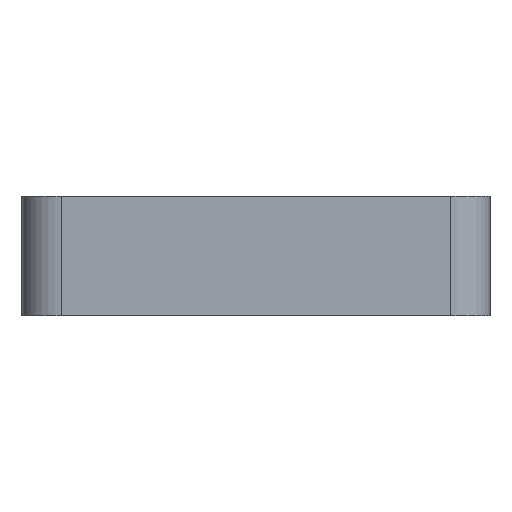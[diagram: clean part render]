
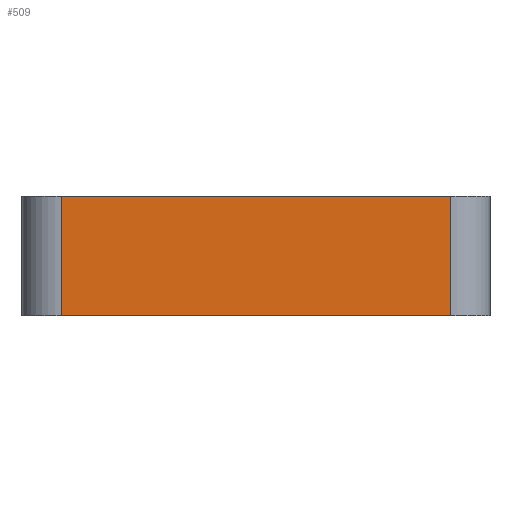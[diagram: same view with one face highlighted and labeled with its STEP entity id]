
A CAD part, left-side view. The second image highlights one B-rep face of the part: STEP entity #509.
In plain terms, the highlighted planar face has unit normal (-1, 0, 0).
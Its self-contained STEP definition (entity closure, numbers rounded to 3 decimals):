
#87 = VERTEX_POINT ( 'NONE', #2537 ) ;
#157 = DIRECTION ( 'NONE',  ( 0., 1., 0. ) ) ;
#195 = VERTEX_POINT ( 'NONE', #2399 ) ;
#227 = VECTOR ( 'NONE', #651, 1000. ) ;
#239 = CARTESIAN_POINT ( 'NONE',  ( -32.597, 0., 16.5 ) ) ;
#250 = AXIS2_PLACEMENT_3D ( 'NONE', #997, #2421, #2232 ) ;
#509 = ADVANCED_FACE ( 'NONE', ( #2634 ), #1171, .T. ) ;
#548 = EDGE_CURVE ( 'NONE', #2013, #87, #2032, .T. ) ;
#638 = CARTESIAN_POINT ( 'NONE',  ( -32.597, 63.874, 0. ) ) ;
#651 = DIRECTION ( 'NONE',  ( 0., 0., 1. ) ) ;
#664 = VECTOR ( 'NONE', #1447, 1000. ) ;
#687 = VECTOR ( 'NONE', #157, 1000. ) ;
#794 = EDGE_CURVE ( 'NONE', #1484, #195, #872, .T. ) ;
#872 = LINE ( 'NONE', #239, #2200 ) ;
#957 = CARTESIAN_POINT ( 'NONE',  ( -32.597, 0., 31.5 ) ) ;
#997 = CARTESIAN_POINT ( 'NONE',  ( -32.597, 0., 0. ) ) ;
#1002 = LINE ( 'NONE', #2275, #227 ) ;
#1171 = PLANE ( 'NONE',  #250 ) ;
#1422 = EDGE_CURVE ( 'NONE', #195, #2013, #1002, .T. ) ;
#1447 = DIRECTION ( 'NONE',  ( 0., 0., -1. ) ) ;
#1470 = ORIENTED_EDGE ( 'NONE', *, *, #794, .T. ) ;
#1484 = VERTEX_POINT ( 'NONE', #2438 ) ;
#1540 = EDGE_CURVE ( 'NONE', #87, #1484, #1665, .T. ) ;
#1665 = LINE ( 'NONE', #638, #664 ) ;
#1673 = EDGE_LOOP ( 'NONE', ( #1773, #2123, #1688, #1470 ) ) ;
#1688 = ORIENTED_EDGE ( 'NONE', *, *, #1540, .T. ) ;
#1704 = DIRECTION ( 'NONE',  ( 0., -1., 0. ) ) ;
#1773 = ORIENTED_EDGE ( 'NONE', *, *, #1422, .T. ) ;
#2013 = VERTEX_POINT ( 'NONE', #2575 ) ;
#2032 = LINE ( 'NONE', #957, #687 ) ;
#2123 = ORIENTED_EDGE ( 'NONE', *, *, #548, .T. ) ;
#2200 = VECTOR ( 'NONE', #1704, 1000. ) ;
#2232 = DIRECTION ( 'NONE',  ( 0., 0., 1. ) ) ;
#2275 = CARTESIAN_POINT ( 'NONE',  ( -32.597, 14.974, 27.562 ) ) ;
#2399 = CARTESIAN_POINT ( 'NONE',  ( -32.597, 14.974, 16.5 ) ) ;
#2421 = DIRECTION ( 'NONE',  ( -1., 0., 0. ) ) ;
#2438 = CARTESIAN_POINT ( 'NONE',  ( -32.597, 63.874, 16.5 ) ) ;
#2537 = CARTESIAN_POINT ( 'NONE',  ( -32.597, 63.874, 31.5 ) ) ;
#2575 = CARTESIAN_POINT ( 'NONE',  ( -32.597, 14.974, 31.5 ) ) ;
#2634 = FACE_OUTER_BOUND ( 'NONE', #1673, .T. ) ;
